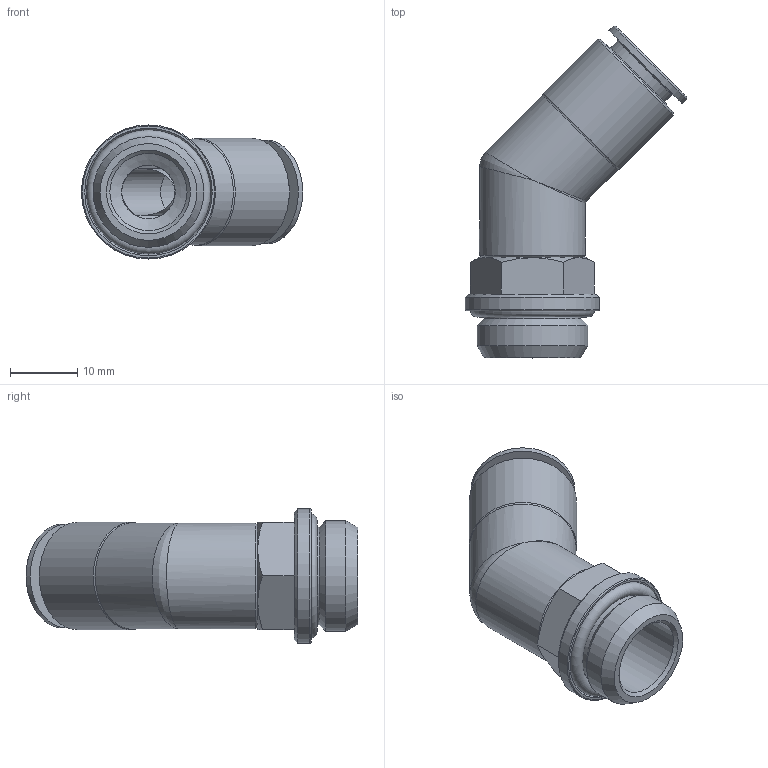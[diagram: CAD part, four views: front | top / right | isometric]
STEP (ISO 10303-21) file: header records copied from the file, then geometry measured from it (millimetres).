
FILE_DESCRIPTION(/* description */ ('STEP AP214'),/* implementation_level */ '2;1');
FILE_NAME(/* name */ 'A0060053-45',/* time_stamp */ '2023-04-13T09:58:39+02:00',/* author */ ('License CC BY-ND 4.0'),/* organization */ ('CADENAS'),/* preprocessor_version */ 'ST-DEVELOPER v19.3',/* originating_system */ 'PARTsolutions',/* authorisation */ ' ');
FILE_SCHEMA (('AUTOMOTIVE_DESIGN {1 0 10303 214 3 1 1}'));
Length unit declared in the file: millimetre
Products named in the file (3): A0060053-45; A0060053-45_PART2; A0060053-45_PART1
Assembly tree (2 placements, depth 2):
  A0060053-45
    A0060053-45_PART2
    A0060053-45_PART1
Bounding box: 32.98 x 49.48 x 20 mm (x, y, z)
Volume: 6634.2 mm3; surface area: 5212.3 mm2
Topology: 2 solids, 2 shells, 49 faces, 110 edges, 63 vertices
Faces by surface type: cone 16, plane 15, cylinder 12, torus 4, bspline 2
Full cylindrical faces by diameter (mm): 7 x1, 8 x1, 10.15 x1, 11.4 x1, 11.5 x1, 14.5 x1, 15.5 x1, 15.8 x2, 16 x1, 16.5 x1, 20 x1
Entity records: 1794 total; most frequent: CARTESIAN_POINT 519, DIRECTION 188, ORIENTED_EDGE 128, AXIS2_PLACEMENT_3D 88, FACE_BOUND 87, EDGE_LOOP 86, EDGE_CURVE 64, VERTEX_POINT 55
